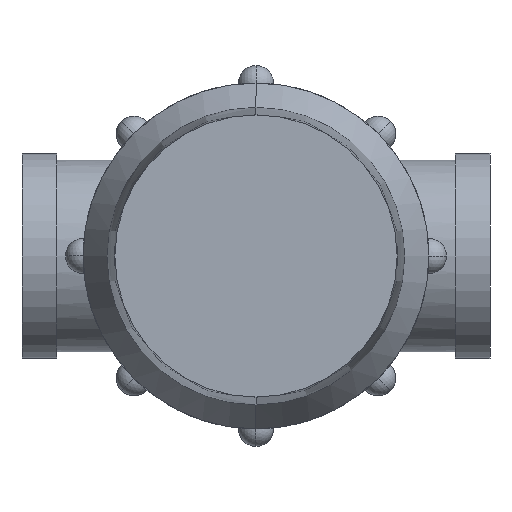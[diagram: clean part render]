
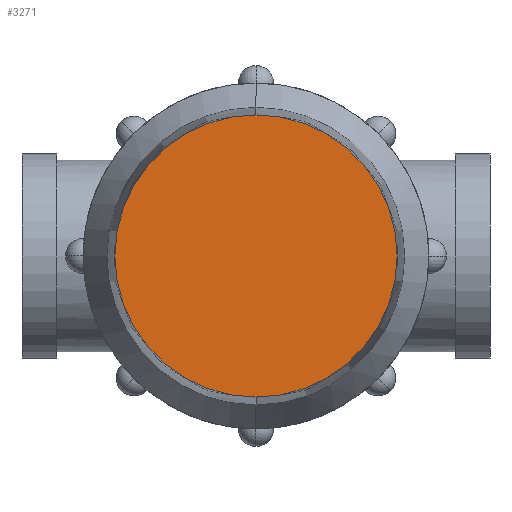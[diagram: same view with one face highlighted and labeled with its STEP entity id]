
A CAD part, front view. The second image highlights one B-rep face of the part: STEP entity #3271.
In plain terms, the highlighted planar face has unit normal (0, -1, 0).
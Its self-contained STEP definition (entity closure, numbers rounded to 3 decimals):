
#107 = CIRCLE ( 'NONE', #271, 37.833 ) ;
#271 = AXIS2_PLACEMENT_3D ( 'NONE', #1217, #1207, #819 ) ;
#446 = EDGE_CURVE ( 'NONE', #1663, #1612, #107, .T. ) ;
#660 = CIRCLE ( 'NONE', #731, 37.833 ) ;
#712 = AXIS2_PLACEMENT_3D ( 'NONE', #2006, #2005, #2004 ) ;
#731 = AXIS2_PLACEMENT_3D ( 'NONE', #1776, #1775, #1774 ) ;
#819 = DIRECTION ( 'NONE',  ( 0., 0., 1. ) ) ;
#1207 = DIRECTION ( 'NONE',  ( 0., 1., 0. ) ) ;
#1217 = CARTESIAN_POINT ( 'NONE',  ( 0., -108.204, 0. ) ) ;
#1419 = ORIENTED_EDGE ( 'NONE', *, *, #3305, .F. ) ;
#1437 = ORIENTED_EDGE ( 'NONE', *, *, #446, .F. ) ;
#1442 = EDGE_LOOP ( 'NONE', ( #1419, #1437 ) ) ;
#1612 = VERTEX_POINT ( 'NONE', #3140 ) ;
#1663 = VERTEX_POINT ( 'NONE', #3074 ) ;
#1774 = DIRECTION ( 'NONE',  ( 0., 0., 1. ) ) ;
#1775 = DIRECTION ( 'NONE',  ( 0., 1., 0. ) ) ;
#1776 = CARTESIAN_POINT ( 'NONE',  ( 0., -108.204, 0. ) ) ;
#2004 = DIRECTION ( 'NONE',  ( 0., 0., 1. ) ) ;
#2005 = DIRECTION ( 'NONE',  ( 0., 1., 0. ) ) ;
#2006 = CARTESIAN_POINT ( 'NONE',  ( 0., -108.204, 0. ) ) ;
#2007 = PLANE ( 'NONE',  #712 ) ;
#3074 = CARTESIAN_POINT ( 'NONE',  ( 0., -108.204, 37.833 ) ) ;
#3140 = CARTESIAN_POINT ( 'NONE',  ( 0., -108.204, -37.833 ) ) ;
#3271 = ADVANCED_FACE ( 'NONE', ( #3461 ), #2007, .F. ) ;
#3305 = EDGE_CURVE ( 'NONE', #1612, #1663, #660, .T. ) ;
#3461 = FACE_OUTER_BOUND ( 'NONE', #1442, .T. ) ;
